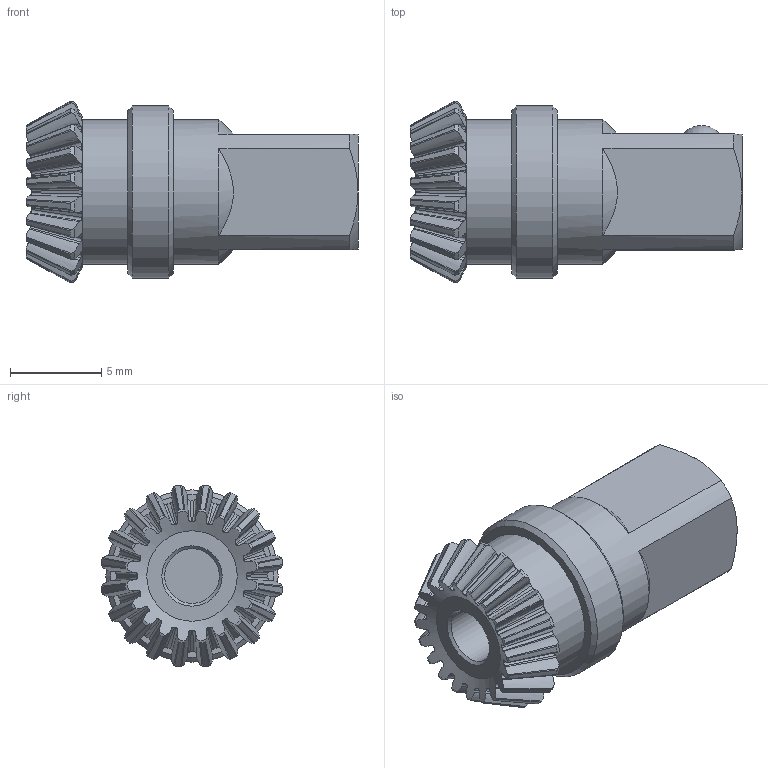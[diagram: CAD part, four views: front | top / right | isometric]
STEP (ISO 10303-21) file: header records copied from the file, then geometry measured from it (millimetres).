
FILE_DESCRIPTION(/* description */ ('','CAx-IF Rec.Pracs.---Representation and Presentation of Product Manufacturing Information (PMI)---4.0---2014-10-13'),/* implementation_level */ '2;1');
FILE_NAME(/* name */ 'Extension B.step',/* time_stamp */ '2025-03-23T18:00:44-07:00',/* author */ (''),/* organization */ (''),/* preprocessor_version */ 'ST-DEVELOPER v20',/* originating_system */ 'Autodesk Translation Framework v13.20.0.188',/* authorisation */ '');
FILE_SCHEMA (('AP242_MANAGED_MODEL_BASED_3D_ENGINEERING_MIM_LF { 1 0 10303 442 1 1 4 }'));
Length unit declared in the file: millimetre
Products named in the file (1): Extension B
Bounding box: 18.19 x 9.96 x 9.96 mm (x, y, z)
Volume: 851.8 mm3; surface area: 708.7 mm2
Topology: 1 solids, 1 shells, 268 faces, 783 edges, 520 vertices
Faces by surface type: bspline 140, cone 73, plane 50, cylinder 4, sphere 1
Full cylindrical faces by diameter (mm): 3 x1, 7.938 x2, 9.438 x1
Entity records: 15099 total; most frequent: CARTESIAN_POINT 9031, ORIENTED_EDGE 1562, DIRECTION 819, EDGE_CURVE 781, VERTEX_POINT 520, B_SPLINE_CURVE_WITH_KNOTS 360, AXIS2_PLACEMENT_3D 281, EDGE_LOOP 273
